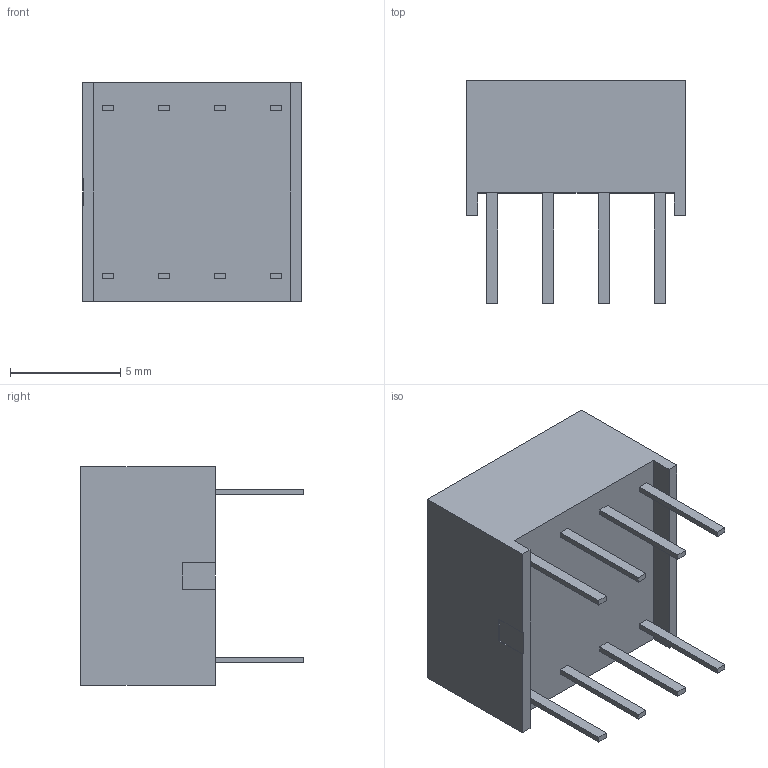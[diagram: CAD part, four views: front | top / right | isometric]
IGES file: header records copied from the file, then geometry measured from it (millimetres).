
Start section: SolidWorks IGES file using analytic representation for surfaces
Global section: file name: KB-2600.IGS; native system: SolidWorks 2008; preprocessor: SolidWorks 2008; author: evant; date: 080906.115943; units: millimetre
Bounding box: 9.94 x 10.13 x 9.94 mm (x, y, z)
Surface area: 793.8 mm2 (no closed solid volume)
Topology: 0 solids, 0 shells, 357 faces, 2931 edges, 3852 vertices
Faces by surface type: bspline 357
